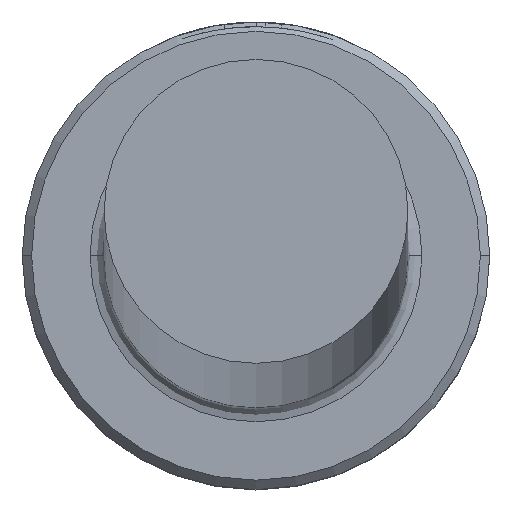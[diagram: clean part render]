
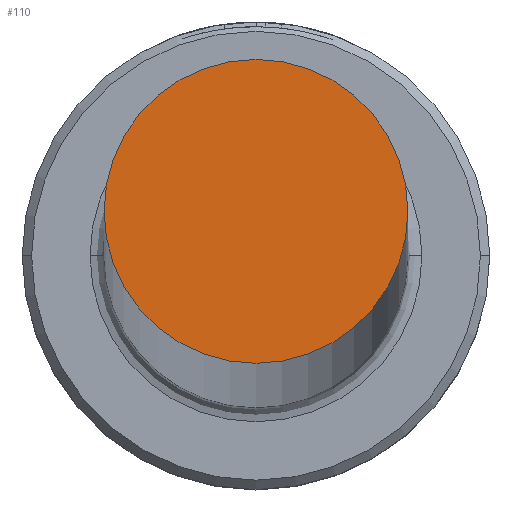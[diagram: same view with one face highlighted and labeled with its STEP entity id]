
A CAD part, top view. The second image highlights one B-rep face of the part: STEP entity #110.
In plain terms, the highlighted planar face has unit normal (0, 0, 1).
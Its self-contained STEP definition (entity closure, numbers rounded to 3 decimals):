
#110 = ADVANCED_FACE ( 'NONE', ( #776 ), #222, .T. ) ;
#161 = EDGE_LOOP ( 'NONE', ( #534, #378 ) ) ;
#184 = CARTESIAN_POINT ( 'NONE',  ( -3.25, 0., 550. ) ) ;
#190 = CARTESIAN_POINT ( 'NONE',  ( 0., 0., 550. ) ) ;
#222 = PLANE ( 'NONE',  #820 ) ;
#254 = CARTESIAN_POINT ( 'NONE',  ( 3.25, 0., 550. ) ) ;
#278 = DIRECTION ( 'NONE',  ( 1., 0., 0. ) ) ;
#305 = DIRECTION ( 'NONE',  ( 1., 0., 0. ) ) ;
#378 = ORIENTED_EDGE ( 'NONE', *, *, #867, .T. ) ;
#516 = CARTESIAN_POINT ( 'NONE',  ( 0., 0., 550. ) ) ;
#534 = ORIENTED_EDGE ( 'NONE', *, *, #1040, .T. ) ;
#568 = DIRECTION ( 'NONE',  ( 0., 0., 1. ) ) ;
#613 = DIRECTION ( 'NONE',  ( 1., 0., 0. ) ) ;
#663 = CIRCLE ( 'NONE', #952, 3.25 ) ;
#667 = CARTESIAN_POINT ( 'NONE',  ( 0., 0., 550. ) ) ;
#687 = AXIS2_PLACEMENT_3D ( 'NONE', #190, #825, #278 ) ;
#724 = CIRCLE ( 'NONE', #687, 3.25 ) ;
#776 = FACE_OUTER_BOUND ( 'NONE', #161, .T. ) ;
#820 = AXIS2_PLACEMENT_3D ( 'NONE', #667, #568, #305 ) ;
#825 = DIRECTION ( 'NONE',  ( 0., 0., 1. ) ) ;
#866 = VERTEX_POINT ( 'NONE', #254 ) ;
#867 = EDGE_CURVE ( 'NONE', #866, #1069, #663, .T. ) ;
#952 = AXIS2_PLACEMENT_3D ( 'NONE', #516, #1145, #613 ) ;
#1040 = EDGE_CURVE ( 'NONE', #1069, #866, #724, .T. ) ;
#1069 = VERTEX_POINT ( 'NONE', #184 ) ;
#1145 = DIRECTION ( 'NONE',  ( 0., 0., 1. ) ) ;
